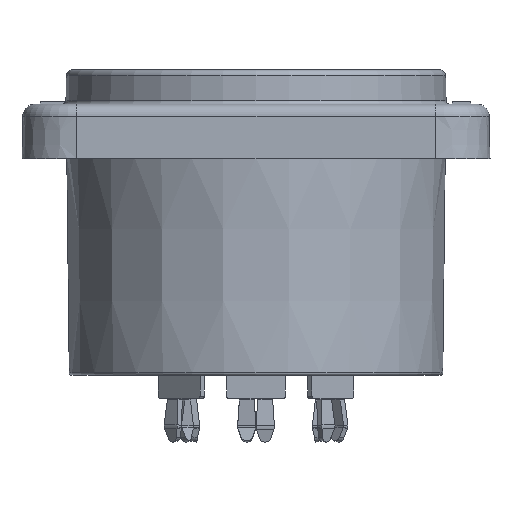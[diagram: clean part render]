
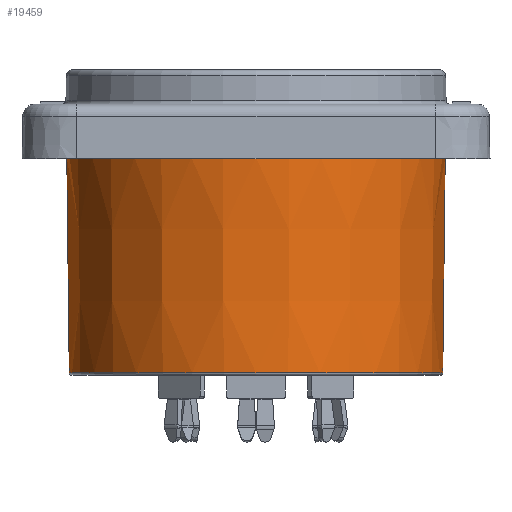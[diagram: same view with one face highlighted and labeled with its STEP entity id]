
A CAD part, left-side view. The second image highlights one B-rep face of the part: STEP entity #19459.
In plain terms, the highlighted conical face has half-angle 0.646 degrees and reference radius 15.326 mm.
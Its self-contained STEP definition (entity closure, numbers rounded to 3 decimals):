
#1186=DIRECTION('',(0.,0.011,-1.));
#1187=VECTOR('',#1186,17.553);
#1188=CARTESIAN_POINT('',(0.,-15.425,-7.15));
#1189=LINE('',#1188,#1187);
#1195=DIRECTION('',(0.,-0.011,-1.));
#1196=VECTOR('',#1195,17.553);
#1197=CARTESIAN_POINT('',(0.,15.425,-7.15));
#1198=LINE('',#1197,#1196);
#1199=CARTESIAN_POINT('',(0.,0.,-24.702));
#1200=DIRECTION('',(0.,0.,-1.));
#1201=DIRECTION('',(0.,-1.,0.));
#1202=AXIS2_PLACEMENT_3D('',#1199,#1200,#1201);
#1204=CARTESIAN_POINT('',(0.,0.,-7.15));
#1205=DIRECTION('',(0.,0.,-1.));
#1206=DIRECTION('',(0.,-1.,0.));
#1207=AXIS2_PLACEMENT_3D('',#1204,#1205,#1206);
#14596=CARTESIAN_POINT('',(0.,-15.425,-7.15));
#14597=CARTESIAN_POINT('',(0.,15.425,-7.15));
#14598=VERTEX_POINT('',#14596);
#14599=VERTEX_POINT('',#14597);
#15226=CARTESIAN_POINT('',(0.,-15.227,-24.702));
#15227=CARTESIAN_POINT('',(0.,15.227,-24.702));
#15228=VERTEX_POINT('',#15226);
#15229=VERTEX_POINT('',#15227);
#19447=CARTESIAN_POINT('',(0.,0.,-15.926));
#19448=DIRECTION('',(0.,0.,1.));
#19449=DIRECTION('',(0.,1.,0.));
#19450=AXIS2_PLACEMENT_3D('',#19447,#19448,#19449);
#19451=CONICAL_SURFACE('',#19450,15.326,0.646);
#19452=ORIENTED_EDGE('',*,*,#19412,.T.);
#19453=ORIENTED_EDGE('',*,*,#19442,.F.);
#19455=ORIENTED_EDGE('',*,*,#19454,.F.);
#19456=ORIENTED_EDGE('',*,*,#19438,.T.);
#19457=EDGE_LOOP('',(#19452,#19453,#19455,#19456));
#19458=FACE_OUTER_BOUND('',#19457,.F.);
#19459=ADVANCED_FACE('',(#19458),#19451,.T.);
#1203=CIRCLE('',#1202,15.227);
#1208=CIRCLE('',#1207,15.425);
#19412=EDGE_CURVE('',#15228,#15229,#1203,.T.);
#19438=EDGE_CURVE('',#14598,#15228,#1189,.T.);
#19442=EDGE_CURVE('',#14599,#15229,#1198,.T.);
#19454=EDGE_CURVE('',#14598,#14599,#1208,.T.);
